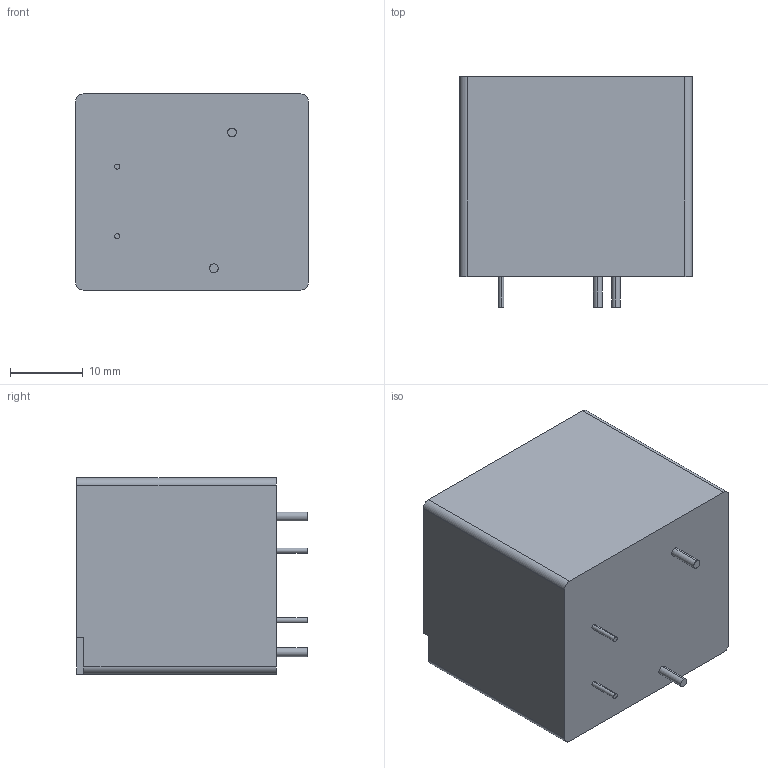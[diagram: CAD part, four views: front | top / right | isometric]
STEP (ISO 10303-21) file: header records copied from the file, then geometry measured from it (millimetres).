
FILE_DESCRIPTION (( 'STEP AP214' ), '1' );
FILE_NAME ('RELAY_3D_001.STEP', '2022-07-23T17:15:34', ( '' ), ( '' ), 'SwSTEP 2.0', 'SolidWorks 2021', '' );
FILE_SCHEMA (( 'AUTOMOTIVE_DESIGN' ));
Length unit declared in the file: millimetre
Products named in the file (1): RELAY_3D_001
Bounding box: 32 x 31.75 x 27 mm (x, y, z)
Volume: 21936.2 mm3; surface area: 6313.9 mm2
Topology: 7 solids, 7 shells, 65 faces, 141 edges, 94 vertices
Faces by surface type: plane 53, cylinder 12
Entity records: 1847 total; most frequent: CARTESIAN_POINT 301, DIRECTION 297, ORIENTED_EDGE 282, EDGE_CURVE 141, LINE 117, VECTOR 117, VERTEX_POINT 94, AXIS2_PLACEMENT_3D 90
